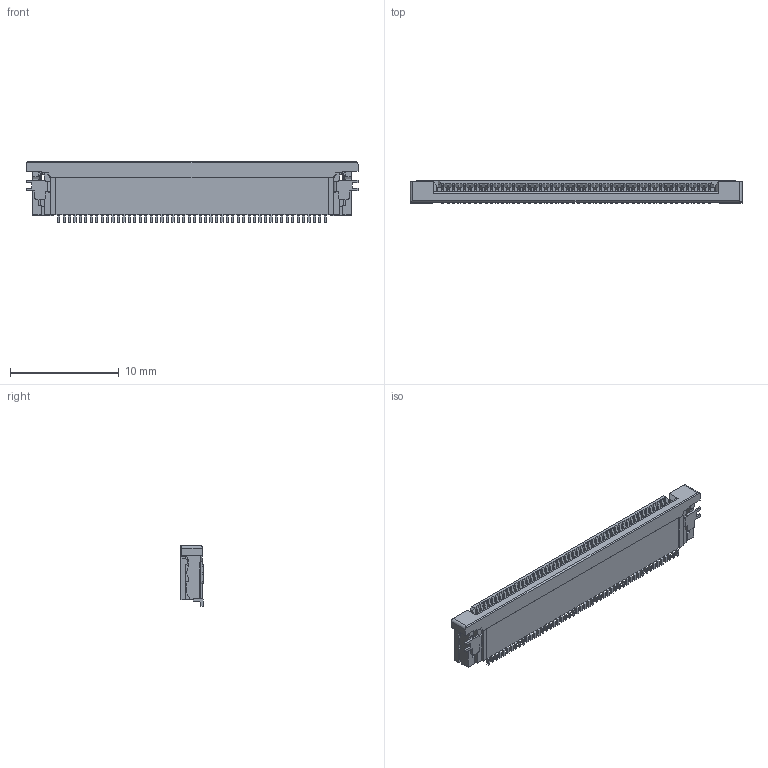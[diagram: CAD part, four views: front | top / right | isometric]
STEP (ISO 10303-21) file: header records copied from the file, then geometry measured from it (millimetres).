
FILE_DESCRIPTION(('STEP AP242'),'1');
FILE_NAME('54104-5033.stp','2023-07-02T19:25:38',('TraceParts'),('TraceParts S.A.'),'Spatial InterOp 3D',' ',' ');
FILE_SCHEMA(('AP242_MANAGED_MODEL_BASED_3D_ENGINEERING_MIM_LF {1 0 10303 442 1 1 4}'));
Length unit declared in the file: millimetre
Products named in the file (1): 54104-5033_1
Bounding box: 30.5 x 2.05 x 5.6 mm (x, y, z)
Volume: 204.2 mm3; surface area: 1466 mm2
Topology: 1 solids, 1 shells, 2471 faces, 8321 edges, 5758 vertices
Faces by surface type: plane 2206, cylinder 265
Entity records: 89265 total; most frequent: ORIENTED_EDGE 16218, CARTESIAN_POINT 16158, DIRECTION 13791, EDGE_CURVE 8109, LINE 7785, VECTOR 7785, VERTEX_POINT 5334, AXIS2_PLACEMENT_3D 3003
